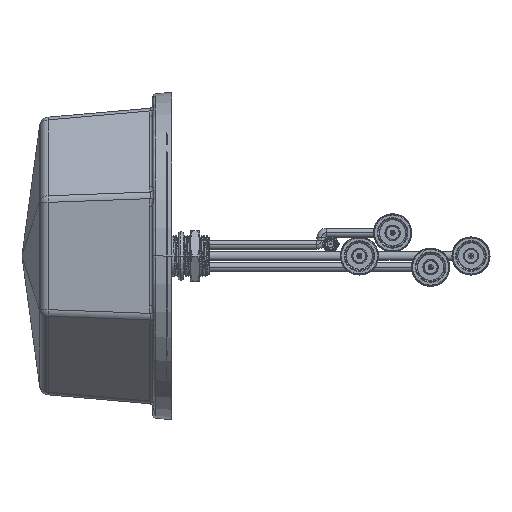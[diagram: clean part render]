
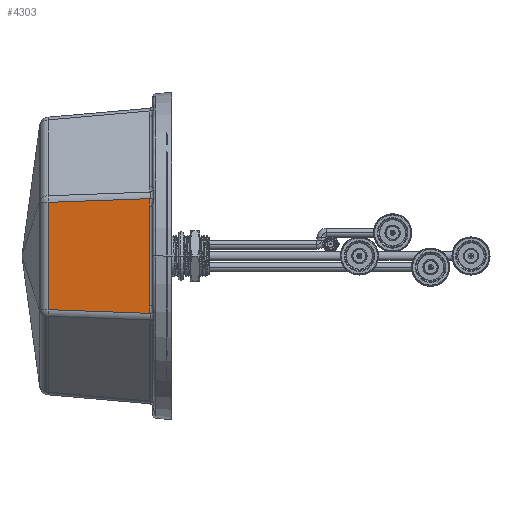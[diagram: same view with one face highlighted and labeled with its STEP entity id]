
A CAD part, left-side view. The second image highlights one B-rep face of the part: STEP entity #4303.
In plain terms, the highlighted planar face has unit normal (-0.996, 0.087, 0).
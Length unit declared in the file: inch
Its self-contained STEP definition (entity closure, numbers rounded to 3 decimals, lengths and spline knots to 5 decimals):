
#1485 = CARTESIAN_POINT ( 'NONE',  ( -2.92351, 2.59901, 1.12972 ) ) ;
#1623 = VECTOR ( 'NONE', #60895, 39.37008 ) ;
#2469 = EDGE_CURVE ( 'NONE', #32978, #47358, #113696, .T. ) ;
#2870 = FACE_OUTER_BOUND ( 'NONE', #11824, .T. ) ;
#4135 = DIRECTION ( 'NONE',  ( 0.996, -0.087, 0. ) ) ;
#4303 = ADVANCED_FACE ( 'NONE', ( #2870 ), #53378, .F. ) ;
#4464 = B_SPLINE_CURVE_WITH_KNOTS ( 'NONE', 3,
 ( #52249, #83240, #93610, #102719, #43152, #22456, #52886, #74213, #32790, #25034, #43793, #104008, #72953, #111821, #91675, #122169 ),
 .UNSPECIFIED., .F., .F.,
 ( 4, 2, 2, 1, 1, 1, 1, 2, 2, 4 ),
 ( 0., 0.25, 0.375, 0.4375, 0.46875, 0.48438, 0.49219, 0.49609, 0.5, 1. ),
 .UNSPECIFIED. ) ;
#6029 = CARTESIAN_POINT ( 'NONE',  ( -3.11002, 0.45504, 1.20698 ) ) ;
#7317 = B_SPLINE_CURVE_WITH_KNOTS ( 'NONE', 3,
 ( #118532, #8462, #7819, #99097, #58306, #78991, #10394, #117256, #127627, #36943, #97817, #96511, #77086, #89322, #108178, #58964 ),
 .UNSPECIFIED., .F., .F.,
 ( 4, 2, 2, 1, 1, 1, 1, 2, 2, 4 ),
 ( 0., 0.25, 0.375, 0.4375, 0.46875, 0.48438, 0.49219, 0.49609, 0.5, 1. ),
 .UNSPECIFIED. ) ;
#7819 = CARTESIAN_POINT ( 'NONE',  ( -3.10913, 0.4653, -1.08323 ) ) ;
#8424 = CARTESIAN_POINT ( 'NONE',  ( -3.11002, 0.45504, 1.20698 ) ) ;
#8462 = CARTESIAN_POINT ( 'NONE',  ( -3.1091, 0.46562, -1.06804 ) ) ;
#10394 = CARTESIAN_POINT ( 'NONE',  ( -3.10927, 0.46369, -1.12179 ) ) ;
#11824 = EDGE_LOOP ( 'NONE', ( #113295, #65188, #37596, #57683, #87882, #127811 ) ) ;
#13079 = CARTESIAN_POINT ( 'NONE',  ( -3.1091, 0.46562, 1.05094 ) ) ;
#15630 = VERTEX_POINT ( 'NONE', #66774 ) ;
#17249 = CARTESIAN_POINT ( 'NONE',  ( -2.92351, 2.59901, -1.12972 ) ) ;
#21423 = CARTESIAN_POINT ( 'NONE',  ( -3.1091, 0.46562, 1.05094 ) ) ;
#22456 = CARTESIAN_POINT ( 'NONE',  ( -3.10942, 0.46192, 1.14737 ) ) ;
#25034 = CARTESIAN_POINT ( 'NONE',  ( -3.10932, 0.46311, 1.13104 ) ) ;
#26739 = CARTESIAN_POINT ( 'NONE',  ( -3.04785, 1.1697, 1.18123 ) ) ;
#30273 = EDGE_CURVE ( 'NONE', #111212, #112698, #4464, .T. ) ;
#32379 = LINE ( 'NONE', #21423, #1623 ) ;
#32790 = CARTESIAN_POINT ( 'NONE',  ( -3.10933, 0.46301, 1.13264 ) ) ;
#32978 = VERTEX_POINT ( 'NONE', #39137 ) ;
#33617 = EDGE_CURVE ( 'NONE', #32978, #52780, #85188, .T. ) ;
#36943 = CARTESIAN_POINT ( 'NONE',  ( -3.10931, 0.46322, -1.12939 ) ) ;
#37596 = ORIENTED_EDGE ( 'NONE', *, *, #33617, .T. ) ;
#39137 = CARTESIAN_POINT ( 'NONE',  ( -2.92351, 2.59901, -1.12972 ) ) ;
#43152 = CARTESIAN_POINT ( 'NONE',  ( -3.1095, 0.46103, 1.15773 ) ) ;
#43793 = CARTESIAN_POINT ( 'NONE',  ( -3.10931, 0.46316, 1.13036 ) ) ;
#47358 = VERTEX_POINT ( 'NONE', #1485 ) ;
#52249 = CARTESIAN_POINT ( 'NONE',  ( -3.11002, 0.45504, 1.20698 ) ) ;
#52261 = EDGE_CURVE ( 'NONE', #112698, #15630, #32379, .T. ) ;
#52780 = VERTEX_POINT ( 'NONE', #57088 ) ;
#52886 = CARTESIAN_POINT ( 'NONE',  ( -3.10939, 0.46234, 1.1421 ) ) ;
#53378 = PLANE ( 'NONE',  #93955 ) ;
#55259 = CARTESIAN_POINT ( 'NONE',  ( -2.98568, 1.88435, 1.15548 ) ) ;
#57088 = CARTESIAN_POINT ( 'NONE',  ( -3.11002, 0.45504, -1.20698 ) ) ;
#57683 = ORIENTED_EDGE ( 'NONE', *, *, #126799, .F. ) ;
#58306 = CARTESIAN_POINT ( 'NONE',  ( -3.10921, 0.46434, -1.10925 ) ) ;
#58964 = CARTESIAN_POINT ( 'NONE',  ( -3.11002, 0.45504, -1.20698 ) ) ;
#60895 = DIRECTION ( 'NONE',  ( 0., 0., -1. ) ) ;
#63709 = DIRECTION ( 'NONE',  ( 0., 0., -1. ) ) ;
#64472 = CARTESIAN_POINT ( 'NONE',  ( -2.92351, 2.59901, -1.12972 ) ) ;
#65188 = ORIENTED_EDGE ( 'NONE', *, *, #2469, .F. ) ;
#66774 = CARTESIAN_POINT ( 'NONE',  ( -3.1091, 0.46562, -1.05094 ) ) ;
#72953 = CARTESIAN_POINT ( 'NONE',  ( -3.10931, 0.46321, 1.12958 ) ) ;
#74213 = CARTESIAN_POINT ( 'NONE',  ( -3.10935, 0.46279, 1.13582 ) ) ;
#77086 = CARTESIAN_POINT ( 'NONE',  ( -3.10931, 0.46317, -1.13019 ) ) ;
#77231 = VECTOR ( 'NONE', #97506, 39.37008 ) ;
#78991 = CARTESIAN_POINT ( 'NONE',  ( -3.10925, 0.46391, -1.11773 ) ) ;
#81184 = CARTESIAN_POINT ( 'NONE',  ( -3.14961, 0., 1.5748 ) ) ;
#83240 = CARTESIAN_POINT ( 'NONE',  ( -3.10987, 0.45674, 1.19584 ) ) ;
#85188 = LINE ( 'NONE', #17249, #77231 ) ;
#87882 = ORIENTED_EDGE ( 'NONE', *, *, #52261, .F. ) ;
#89322 = CARTESIAN_POINT ( 'NONE',  ( -3.10948, 0.46127, -1.15942 ) ) ;
#91675 = CARTESIAN_POINT ( 'NONE',  ( -3.1091, 0.46562, 1.08465 ) ) ;
#93610 = CARTESIAN_POINT ( 'NONE',  ( -3.10974, 0.45831, 1.1838 ) ) ;
#93955 = AXIS2_PLACEMENT_3D ( 'NONE', #81184, #4135, #63709 ) ;
#95355 = CARTESIAN_POINT ( 'NONE',  ( -2.92351, 2.59901, 1.12972 ) ) ;
#96511 = CARTESIAN_POINT ( 'NONE',  ( -3.10931, 0.46317, -1.13013 ) ) ;
#97506 = DIRECTION ( 'NONE',  ( -0.087, -0.996, -0.036 ) ) ;
#97817 = CARTESIAN_POINT ( 'NONE',  ( -3.10931, 0.46319, -1.12983 ) ) ;
#99097 = CARTESIAN_POINT ( 'NONE',  ( -3.10919, 0.46461, -1.10311 ) ) ;
#102192 = B_SPLINE_CURVE_WITH_KNOTS ( 'NONE', 3,
 ( #6029, #26739, #55259, #95355 ),
 .UNSPECIFIED., .F., .F.,
 ( 4, 4 ),
 ( 0., 1. ),
 .UNSPECIFIED. ) ;
#102719 = CARTESIAN_POINT ( 'NONE',  ( -3.10955, 0.46039, 1.16441 ) ) ;
#103970 = DIRECTION ( 'NONE',  ( 0., 0., 1. ) ) ;
#104008 = CARTESIAN_POINT ( 'NONE',  ( -3.10931, 0.46319, 1.1299 ) ) ;
#108178 = CARTESIAN_POINT ( 'NONE',  ( -3.10973, 0.4584, -1.18496 ) ) ;
#111212 = VERTEX_POINT ( 'NONE', #8424 ) ;
#111821 = CARTESIAN_POINT ( 'NONE',  ( -3.1092, 0.46441, 1.11084 ) ) ;
#112698 = VERTEX_POINT ( 'NONE', #13079 ) ;
#113295 = ORIENTED_EDGE ( 'NONE', *, *, #123488, .T. ) ;
#113696 = LINE ( 'NONE', #64472, #116654 ) ;
#116654 = VECTOR ( 'NONE', #103970, 39.37008 ) ;
#117256 = CARTESIAN_POINT ( 'NONE',  ( -3.10929, 0.46342, -1.12621 ) ) ;
#118532 = CARTESIAN_POINT ( 'NONE',  ( -3.1091, 0.46562, -1.05094 ) ) ;
#122169 = CARTESIAN_POINT ( 'NONE',  ( -3.1091, 0.46562, 1.05094 ) ) ;
#123488 = EDGE_CURVE ( 'NONE', #111212, #47358, #102192, .T. ) ;
#126799 = EDGE_CURVE ( 'NONE', #15630, #52780, #7317, .T. ) ;
#127627 = CARTESIAN_POINT ( 'NONE',  ( -3.1093, 0.46329, -1.12834 ) ) ;
#127811 = ORIENTED_EDGE ( 'NONE', *, *, #30273, .F. ) ;
